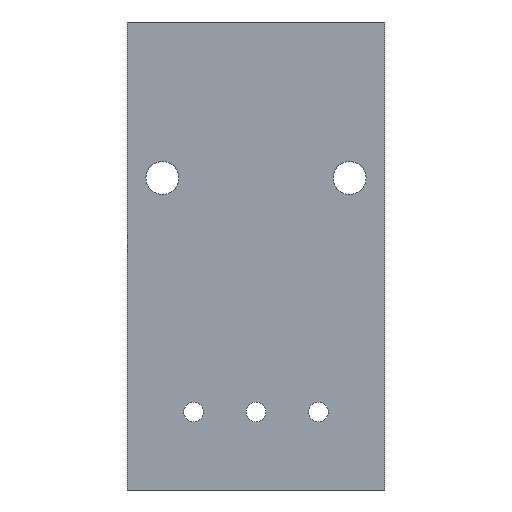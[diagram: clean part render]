
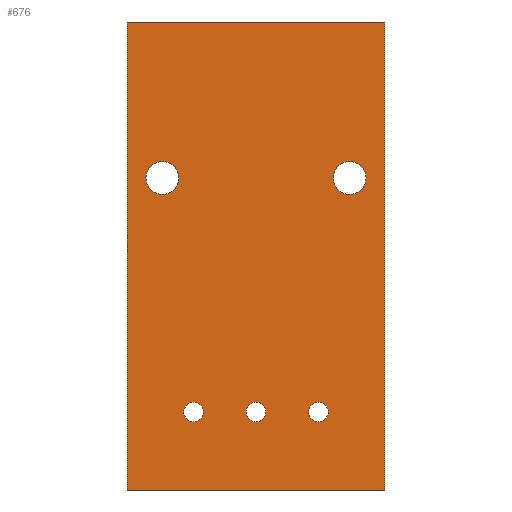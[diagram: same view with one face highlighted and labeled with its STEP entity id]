
A CAD part, front view. The second image highlights one B-rep face of the part: STEP entity #676.
In plain terms, the highlighted planar face has unit normal (0, -1, 0).
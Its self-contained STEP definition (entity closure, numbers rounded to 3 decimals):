
#26=CIRCLE('',#733,1.265);
#27=CIRCLE('',#735,1.265);
#28=CIRCLE('',#737,2.117);
#29=CIRCLE('',#739,2.117);
#30=CIRCLE('',#741,1.265);
#58=FACE_BOUND('',#144,.T.);
#59=FACE_BOUND('',#145,.T.);
#60=FACE_BOUND('',#146,.T.);
#61=FACE_BOUND('',#147,.T.);
#62=FACE_BOUND('',#148,.T.);
#96=FACE_OUTER_BOUND('',#143,.T.);
#143=EDGE_LOOP('',(#610,#611,#612,#613));
#144=EDGE_LOOP('',(#614));
#145=EDGE_LOOP('',(#615));
#146=EDGE_LOOP('',(#616));
#147=EDGE_LOOP('',(#617));
#148=EDGE_LOOP('',(#618));
#178=LINE('',#1004,#248);
#185=LINE('',#1015,#255);
#217=LINE('',#1106,#287);
#218=LINE('',#1108,#288);
#248=VECTOR('',#804,10.);
#255=VECTOR('',#813,10.);
#287=VECTOR('',#919,10.);
#288=VECTOR('',#922,10.);
#322=VERTEX_POINT('',#1001);
#323=VERTEX_POINT('',#1003);
#326=VERTEX_POINT('',#1013);
#343=VERTEX_POINT('',#1084);
#344=VERTEX_POINT('',#1088);
#345=VERTEX_POINT('',#1092);
#346=VERTEX_POINT('',#1096);
#347=VERTEX_POINT('',#1100);
#348=VERTEX_POINT('',#1104);
#386=EDGE_CURVE('',#322,#323,#178,.T.);
#393=EDGE_CURVE('',#326,#322,#185,.T.);
#427=EDGE_CURVE('',#343,#343,#26,.T.);
#429=EDGE_CURVE('',#344,#344,#27,.T.);
#431=EDGE_CURVE('',#345,#345,#28,.T.);
#433=EDGE_CURVE('',#346,#346,#29,.T.);
#435=EDGE_CURVE('',#347,#347,#30,.T.);
#437=EDGE_CURVE('',#348,#326,#217,.T.);
#438=EDGE_CURVE('',#323,#348,#218,.T.);
#610=ORIENTED_EDGE('',*,*,#386,.F.);
#611=ORIENTED_EDGE('',*,*,#393,.F.);
#612=ORIENTED_EDGE('',*,*,#437,.F.);
#613=ORIENTED_EDGE('',*,*,#438,.F.);
#614=ORIENTED_EDGE('',*,*,#435,.F.);
#615=ORIENTED_EDGE('',*,*,#433,.F.);
#616=ORIENTED_EDGE('',*,*,#431,.F.);
#617=ORIENTED_EDGE('',*,*,#429,.F.);
#618=ORIENTED_EDGE('',*,*,#427,.F.);
#642=PLANE('',#744);
#676=ADVANCED_FACE('',(#96,#58,#59,#60,#61,#62),#642,.F.);
#733=AXIS2_PLACEMENT_3D('',#1086,#894,#895);
#735=AXIS2_PLACEMENT_3D('',#1090,#899,#900);
#737=AXIS2_PLACEMENT_3D('',#1094,#904,#905);
#739=AXIS2_PLACEMENT_3D('',#1098,#909,#910);
#741=AXIS2_PLACEMENT_3D('',#1102,#914,#915);
#744=AXIS2_PLACEMENT_3D('',#1109,#923,#924);
#804=DIRECTION('',(0.,0.,-1.));
#813=DIRECTION('',(1.,0.,0.));
#894=DIRECTION('center_axis',(0.,-1.,0.));
#895=DIRECTION('ref_axis',(1.,0.,0.));
#899=DIRECTION('center_axis',(0.,-1.,0.));
#900=DIRECTION('ref_axis',(1.,0.,0.));
#904=DIRECTION('center_axis',(0.,-1.,0.));
#905=DIRECTION('ref_axis',(1.,0.,0.));
#909=DIRECTION('center_axis',(0.,-1.,0.));
#910=DIRECTION('ref_axis',(1.,0.,0.));
#914=DIRECTION('center_axis',(0.,-1.,0.));
#915=DIRECTION('ref_axis',(1.,0.,0.));
#919=DIRECTION('',(0.,0.,1.));
#922=DIRECTION('',(-1.,0.,0.));
#923=DIRECTION('center_axis',(0.,1.,0.));
#924=DIRECTION('ref_axis',(1.,0.,0.));
#1001=CARTESIAN_POINT('',(16.5,0.,99.));
#1003=CARTESIAN_POINT('',(16.5,0.,39.));
#1004=CARTESIAN_POINT('',(16.5,0.,99.));
#1013=CARTESIAN_POINT('',(-16.5,0.,99.));
#1015=CARTESIAN_POINT('',(-16.5,0.,99.));
#1084=CARTESIAN_POINT('',(-1.264,0.,49.));
#1086=CARTESIAN_POINT('Origin',(0.,0.,
49.));
#1088=CARTESIAN_POINT('',(-9.264,0.,49.));
#1090=CARTESIAN_POINT('Origin',(-8.,0.,
49.));
#1092=CARTESIAN_POINT('',(9.883,0.,79.));
#1094=CARTESIAN_POINT('Origin',(12.,0.,79.));
#1096=CARTESIAN_POINT('',(-14.117,0.,79.));
#1098=CARTESIAN_POINT('Origin',(-12.,0.,79.));
#1100=CARTESIAN_POINT('',(6.736,0.,49.));
#1102=CARTESIAN_POINT('Origin',(8.,0.,49.));
#1104=CARTESIAN_POINT('',(-16.5,0.,39.));
#1106=CARTESIAN_POINT('',(-16.5,0.,39.));
#1108=CARTESIAN_POINT('',(16.5,0.,39.));
#1109=CARTESIAN_POINT('Origin',(0.,0.,
69.));
